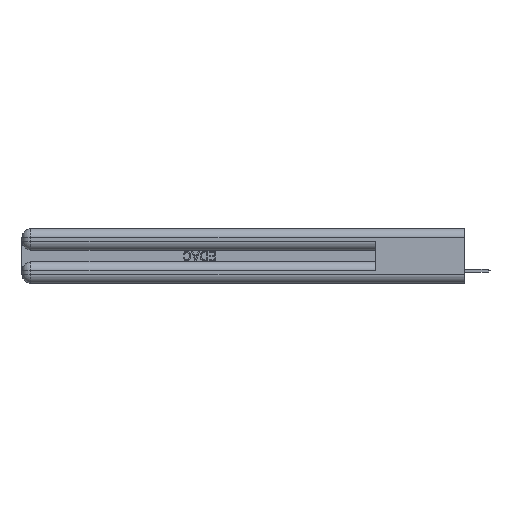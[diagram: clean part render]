
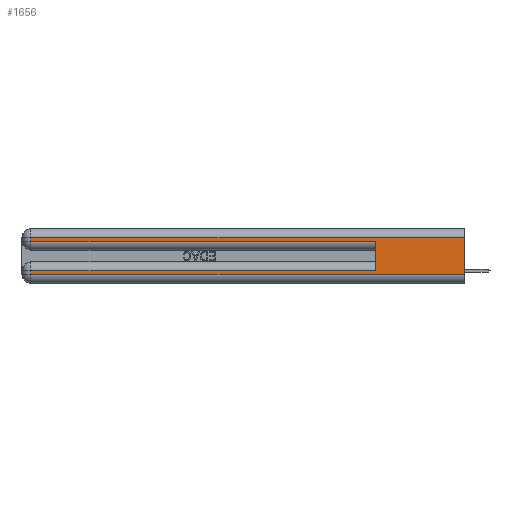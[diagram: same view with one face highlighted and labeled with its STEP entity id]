
A CAD part, left-side view. The second image highlights one B-rep face of the part: STEP entity #1656.
In plain terms, the highlighted planar face has unit normal (-1, 0, 0).
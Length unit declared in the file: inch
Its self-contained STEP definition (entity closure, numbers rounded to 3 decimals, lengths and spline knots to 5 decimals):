
#1387 = LINE ( 'NONE', #41971, #48275 ) ;
#1656 = ADVANCED_FACE ( 'NONE', ( #10042 ), #17978, .F. ) ;
#1719 = EDGE_CURVE ( 'NONE', #50565, #15420, #1387, .T. ) ;
#1865 = DIRECTION ( 'NONE',  ( 0., 1., 0. ) ) ;
#2133 = DIRECTION ( 'NONE',  ( 0., -1., 0. ) ) ;
#5796 = DIRECTION ( 'NONE',  ( 0., 0., -1. ) ) ;
#6237 = EDGE_CURVE ( 'NONE', #35496, #48995, #42735, .T. ) ;
#7002 = VECTOR ( 'NONE', #5796, 39.37008 ) ;
#8675 = VECTOR ( 'NONE', #1865, 39.37008 ) ;
#9155 = LINE ( 'NONE', #32872, #30828 ) ;
#9354 = CARTESIAN_POINT ( 'NONE',  ( 0., 0., 0.37 ) ) ;
#10042 = FACE_OUTER_BOUND ( 'NONE', #40516, .T. ) ;
#10535 = DIRECTION ( 'NONE',  ( 1., 0., 0. ) ) ;
#11073 = CARTESIAN_POINT ( 'NONE',  ( 0., 2.94, 0.31 ) ) ;
#11088 = CARTESIAN_POINT ( 'NONE',  ( 0., 0.6, 0.285 ) ) ;
#11870 = ORIENTED_EDGE ( 'NONE', *, *, #20038, .T. ) ;
#12818 = EDGE_CURVE ( 'NONE', #32441, #20338, #33748, .T. ) ;
#14048 = CARTESIAN_POINT ( 'NONE',  ( 0., 0., 0.285 ) ) ;
#15004 = ORIENTED_EDGE ( 'NONE', *, *, #30017, .T. ) ;
#15123 = VERTEX_POINT ( 'NONE', #32867 ) ;
#15420 = VERTEX_POINT ( 'NONE', #11088 ) ;
#15972 = CARTESIAN_POINT ( 'NONE',  ( 0., 0., 0.06 ) ) ;
#17471 = LINE ( 'NONE', #9354, #7002 ) ;
#17867 = CARTESIAN_POINT ( 'NONE',  ( 0., 0., 0.31 ) ) ;
#17978 = PLANE ( 'NONE',  #29608 ) ;
#18231 = CARTESIAN_POINT ( 'NONE',  ( 0., 2.94, 0.37 ) ) ;
#18345 = VECTOR ( 'NONE', #2133, 39.37008 ) ;
#20038 = EDGE_CURVE ( 'NONE', #50565, #43014, #36146, .T. ) ;
#20338 = VERTEX_POINT ( 'NONE', #15972 ) ;
#22283 = DIRECTION ( 'NONE',  ( 0., 0., 1. ) ) ;
#23035 = LINE ( 'NONE', #18231, #36014 ) ;
#24932 = CARTESIAN_POINT ( 'NONE',  ( 0., 0., 0.085 ) ) ;
#25749 = DIRECTION ( 'NONE',  ( 0., 0., -1. ) ) ;
#27270 = ORIENTED_EDGE ( 'NONE', *, *, #1719, .F. ) ;
#28392 = DIRECTION ( 'NONE',  ( 0., 0., -1. ) ) ;
#29608 = AXIS2_PLACEMENT_3D ( 'NONE', #34203, #10535, #25749 ) ;
#29983 = CARTESIAN_POINT ( 'NONE',  ( 0., 0., 0.31 ) ) ;
#29999 = EDGE_CURVE ( 'NONE', #35496, #20338, #17471, .T. ) ;
#30017 = EDGE_CURVE ( 'NONE', #43014, #32441, #23035, .T. ) ;
#30605 = ORIENTED_EDGE ( 'NONE', *, *, #6237, .T. ) ;
#30695 = VECTOR ( 'NONE', #40190, 39.37008 ) ;
#30828 = VECTOR ( 'NONE', #28392, 39.37008 ) ;
#31080 = CARTESIAN_POINT ( 'NONE',  ( 0., 0., 0.06 ) ) ;
#31838 = VECTOR ( 'NONE', #48359, 39.37008 ) ;
#32164 = CARTESIAN_POINT ( 'NONE',  ( 0., 2.94, 0.06 ) ) ;
#32441 = VERTEX_POINT ( 'NONE', #32164 ) ;
#32867 = CARTESIAN_POINT ( 'NONE',  ( 0., 2.94, 0.285 ) ) ;
#32872 = CARTESIAN_POINT ( 'NONE',  ( 0., 2.94, 0.37 ) ) ;
#33748 = LINE ( 'NONE', #31080, #30695 ) ;
#34181 = EDGE_CURVE ( 'NONE', #15123, #15420, #41164, .T. ) ;
#34203 = CARTESIAN_POINT ( 'NONE',  ( 0., 0., 0.37 ) ) ;
#35496 = VERTEX_POINT ( 'NONE', #17867 ) ;
#36014 = VECTOR ( 'NONE', #38130, 39.37008 ) ;
#36146 = LINE ( 'NONE', #24932, #31838 ) ;
#37719 = CARTESIAN_POINT ( 'NONE',  ( 0., 0.6, 0.085 ) ) ;
#38130 = DIRECTION ( 'NONE',  ( 0., 0., -1. ) ) ;
#38459 = ORIENTED_EDGE ( 'NONE', *, *, #29999, .F. ) ;
#38640 = ORIENTED_EDGE ( 'NONE', *, *, #41037, .T. ) ;
#39757 = ORIENTED_EDGE ( 'NONE', *, *, #12818, .T. ) ;
#40190 = DIRECTION ( 'NONE',  ( 0., -1., 0. ) ) ;
#40516 = EDGE_LOOP ( 'NONE', ( #38459, #30605, #38640, #46640, #27270, #11870, #15004, #39757 ) ) ;
#41037 = EDGE_CURVE ( 'NONE', #48995, #15123, #9155, .T. ) ;
#41164 = LINE ( 'NONE', #14048, #18345 ) ;
#41971 = CARTESIAN_POINT ( 'NONE',  ( 0., 0.6, 0.145 ) ) ;
#42735 = LINE ( 'NONE', #29983, #8675 ) ;
#43014 = VERTEX_POINT ( 'NONE', #48316 ) ;
#46640 = ORIENTED_EDGE ( 'NONE', *, *, #34181, .T. ) ;
#48275 = VECTOR ( 'NONE', #22283, 39.37008 ) ;
#48316 = CARTESIAN_POINT ( 'NONE',  ( 0., 2.94, 0.085 ) ) ;
#48359 = DIRECTION ( 'NONE',  ( 0., 1., 0. ) ) ;
#48995 = VERTEX_POINT ( 'NONE', #11073 ) ;
#50565 = VERTEX_POINT ( 'NONE', #37719 ) ;
